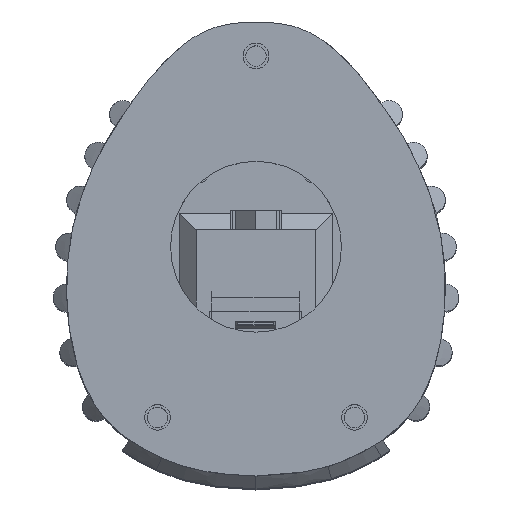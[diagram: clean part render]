
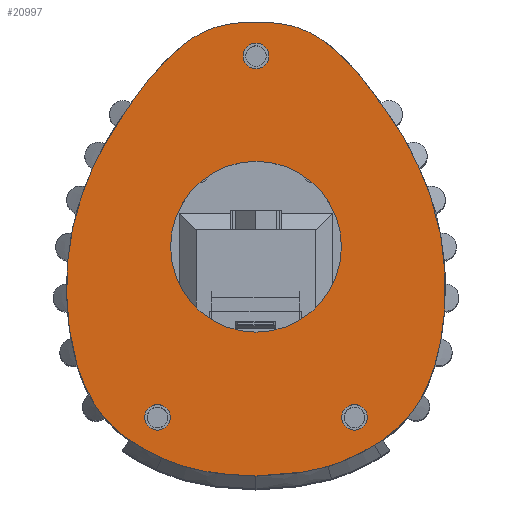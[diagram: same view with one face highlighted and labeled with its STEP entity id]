
A CAD part, top view. The second image highlights one B-rep face of the part: STEP entity #20997.
In plain terms, the highlighted planar face has unit normal (0, 0, 1).
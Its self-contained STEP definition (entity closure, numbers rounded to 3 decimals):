
#684=FACE_BOUND('',#3470,.T.);
#685=FACE_BOUND('',#3471,.T.);
#686=FACE_BOUND('',#3472,.T.);
#687=FACE_BOUND('',#3473,.T.);
#955=CIRCLE('',#21944,10.);
#957=CIRCLE('',#21947,1.5);
#959=CIRCLE('',#21950,1.5);
#961=CIRCLE('',#21953,1.5);
#964=CIRCLE('',#21957,19.041);
#2241=FACE_OUTER_BOUND('',#3469,.T.);
#3469=EDGE_LOOP('',(#19300,#19301,#19302,#19303,#19304,#19305,#19306));
#3470=EDGE_LOOP('',(#19307));
#3471=EDGE_LOOP('',(#19308));
#3472=EDGE_LOOP('',(#19309));
#3473=EDGE_LOOP('',(#19310));
#4753=B_SPLINE_CURVE_WITH_KNOTS('',3,(#46487,#46488,#46489,#46490,#46491,
#46492),.UNSPECIFIED.,.F.,.F.,(4,2,4),(-1.096,-0.531,
0.),.UNSPECIFIED.);
#4755=B_SPLINE_CURVE_WITH_KNOTS('',3,(#46538,#46539,#46540,#46541,#46542,
#46543,#46544,#46545,#46546,#46547,#46548,#46549,#46550,#46551),
 .UNSPECIFIED.,.F.,.F.,(4,2,2,2,2,2,4),(-5.267,-4.706,
-4.095,-3.251,-2.281,-1.117,
0.),.UNSPECIFIED.);
#4757=B_SPLINE_CURVE_WITH_KNOTS('',3,(#46597,#46598,#46599,#46600,#46601,
#46602,#46603,#46604,#46605,#46606,#46607,#46608,#46609,#46610),
 .UNSPECIFIED.,.F.,.F.,(4,2,2,2,2,2,4),(-4.002,-3.579,
-3.102,-2.702,-2.325,-1.57,
0.),.UNSPECIFIED.);
#4759=B_SPLINE_CURVE_WITH_KNOTS('',3,(#46632,#46633,#46634,#46635,#46636,
#46637),.UNSPECIFIED.,.F.,.F.,(4,2,4),(-1.123,-0.579,
0.),.UNSPECIFIED.);
#4761=B_SPLINE_CURVE_WITH_KNOTS('',3,(#46667,#46668,#46669,#46670,#46671,
#46672,#46673,#46674,#46675,#46676),.UNSPECIFIED.,.F.,.F.,(4,3,3,4),(-4.459,
-3.974,-1.947,0.),.UNSPECIFIED.);
#4763=B_SPLINE_CURVE_WITH_KNOTS('',3,(#46710,#46711,#46712,#46713,#46714,
#46715,#46716,#46717,#46718,#46719),.UNSPECIFIED.,.F.,.F.,(4,3,3,4),(-3.226,
-1.678,-0.779,-0.356),.UNSPECIFIED.);
#9925=VERTEX_POINT('',#46441);
#9927=VERTEX_POINT('',#46447);
#9929=VERTEX_POINT('',#46453);
#9931=VERTEX_POINT('',#46459);
#9935=VERTEX_POINT('',#46484);
#9936=VERTEX_POINT('',#46486);
#9938=VERTEX_POINT('',#46537);
#9940=VERTEX_POINT('',#46596);
#9942=VERTEX_POINT('',#46631);
#9944=VERTEX_POINT('',#46666);
#9946=VERTEX_POINT('',#46681);
#13039=EDGE_CURVE('',#9925,#9925,#955,.T.);
#13042=EDGE_CURVE('',#9927,#9927,#957,.T.);
#13045=EDGE_CURVE('',#9929,#9929,#959,.T.);
#13048=EDGE_CURVE('',#9931,#9931,#961,.T.);
#13053=EDGE_CURVE('',#9936,#9935,#4753,.T.);
#13056=EDGE_CURVE('',#9938,#9936,#4755,.T.);
#13059=EDGE_CURVE('',#9940,#9938,#4757,.T.);
#13062=EDGE_CURVE('',#9942,#9940,#4759,.T.);
#13065=EDGE_CURVE('',#9944,#9942,#4761,.T.);
#13068=EDGE_CURVE('',#9946,#9944,#964,.T.);
#13071=EDGE_CURVE('',#9935,#9946,#4763,.T.);
#19300=ORIENTED_EDGE('',*,*,#13071,.T.);
#19301=ORIENTED_EDGE('',*,*,#13068,.T.);
#19302=ORIENTED_EDGE('',*,*,#13065,.T.);
#19303=ORIENTED_EDGE('',*,*,#13062,.T.);
#19304=ORIENTED_EDGE('',*,*,#13059,.T.);
#19305=ORIENTED_EDGE('',*,*,#13056,.T.);
#19306=ORIENTED_EDGE('',*,*,#13053,.T.);
#19307=ORIENTED_EDGE('',*,*,#13048,.T.);
#19308=ORIENTED_EDGE('',*,*,#13045,.T.);
#19309=ORIENTED_EDGE('',*,*,#13042,.T.);
#19310=ORIENTED_EDGE('',*,*,#13039,.T.);
#19837=PLANE('',#21958);
#20997=ADVANCED_FACE('',(#2241,#684,#685,#686,#687),#19837,.T.);
#21944=AXIS2_PLACEMENT_3D('',#46442,#25276,#25277);
#21947=AXIS2_PLACEMENT_3D('',#46448,#25283,#25284);
#21950=AXIS2_PLACEMENT_3D('',#46454,#25290,#25291);
#21953=AXIS2_PLACEMENT_3D('',#46460,#25297,#25298);
#21957=AXIS2_PLACEMENT_3D('',#46682,#25312,#25313);
#21958=AXIS2_PLACEMENT_3D('',#46720,#25315,#25316);
#25276=DIRECTION('center_axis',(0.,0.,-1.));
#25277=DIRECTION('ref_axis',(-1.,0.,0.));
#25283=DIRECTION('center_axis',(0.,0.,-1.));
#25284=DIRECTION('ref_axis',(-1.,0.,0.));
#25290=DIRECTION('center_axis',(0.,0.,-1.));
#25291=DIRECTION('ref_axis',(-1.,0.,0.));
#25297=DIRECTION('center_axis',(0.,0.,-1.));
#25298=DIRECTION('ref_axis',(-1.,0.,0.));
#25312=DIRECTION('center_axis',(0.,0.,1.));
#25313=DIRECTION('ref_axis',(0.158,0.988,0.));
#25315=DIRECTION('center_axis',(0.,0.,1.));
#25316=DIRECTION('ref_axis',(-1.,0.,0.));
#46441=CARTESIAN_POINT('',(10.,0.,130.8));
#46442=CARTESIAN_POINT('Origin',(0.,0.,130.8));
#46447=CARTESIAN_POINT('',(1.5,22.333,130.8));
#46448=CARTESIAN_POINT('Origin',(0.,22.333,
130.8));
#46453=CARTESIAN_POINT('',(13.03,-19.971,130.8));
#46454=CARTESIAN_POINT('Origin',(11.53,-19.971,130.8));
#46459=CARTESIAN_POINT('',(-10.03,-19.971,130.8));
#46460=CARTESIAN_POINT('Origin',(-11.53,-19.971,130.8));
#46484=CARTESIAN_POINT('',(15.203,15.997,130.8));
#46486=CARTESIAN_POINT('',(20.365,6.065,130.8));
#46487=CARTESIAN_POINT('Ctrl Pts',(20.365,6.065,130.8));
#46488=CARTESIAN_POINT('Ctrl Pts',(19.76,7.898,130.8));
#46489=CARTESIAN_POINT('Ctrl Pts',(18.947,9.699,130.8));
#46490=CARTESIAN_POINT('Ctrl Pts',(17.208,12.961,130.8));
#46491=CARTESIAN_POINT('Ctrl Pts',(16.228,14.554,130.8));
#46492=CARTESIAN_POINT('Ctrl Pts',(15.203,15.997,130.8));
#46537=CARTESIAN_POINT('',(0.,-26.839,130.8));
#46538=CARTESIAN_POINT('Ctrl Pts',(0.,-26.839,
130.8));
#46539=CARTESIAN_POINT('Ctrl Pts',(3.718,-26.734,130.8));
#46540=CARTESIAN_POINT('Ctrl Pts',(6.299,-26.34,130.8));
#46541=CARTESIAN_POINT('Ctrl Pts',(10.753,-25.016,130.8));
#46542=CARTESIAN_POINT('Ctrl Pts',(12.62,-24.003,130.8));
#46543=CARTESIAN_POINT('Ctrl Pts',(15.678,-22.11,130.8));
#46544=CARTESIAN_POINT('Ctrl Pts',(16.855,-21.052,130.8));
#46545=CARTESIAN_POINT('Ctrl Pts',(18.795,-18.767,130.8));
#46546=CARTESIAN_POINT('Ctrl Pts',(19.912,-17.024,130.8));
#46547=CARTESIAN_POINT('Ctrl Pts',(21.816,-11.234,130.8));
#46548=CARTESIAN_POINT('Ctrl Pts',(22.214,-7.608,130.8));
#46549=CARTESIAN_POINT('Ctrl Pts',(22.121,-1.097,130.8));
#46550=CARTESIAN_POINT('Ctrl Pts',(21.657,2.574,130.8));
#46551=CARTESIAN_POINT('Ctrl Pts',(20.365,6.065,130.8));
#46596=CARTESIAN_POINT('',(-20.365,6.065,130.8));
#46597=CARTESIAN_POINT('Ctrl Pts',(-20.365,6.065,130.8));
#46598=CARTESIAN_POINT('Ctrl Pts',(-21.194,3.826,130.8));
#46599=CARTESIAN_POINT('Ctrl Pts',(-21.703,1.449,130.8));
#46600=CARTESIAN_POINT('Ctrl Pts',(-22.253,-3.593,130.8));
#46601=CARTESIAN_POINT('Ctrl Pts',(-22.239,-6.39,130.8));
#46602=CARTESIAN_POINT('Ctrl Pts',(-21.658,-11.269,
130.8));
#46603=CARTESIAN_POINT('Ctrl Pts',(-21.131,-13.839,
130.8));
#46604=CARTESIAN_POINT('Ctrl Pts',(-19.072,-18.497,130.8));
#46605=CARTESIAN_POINT('Ctrl Pts',(-17.884,-19.949,
130.8));
#46606=CARTESIAN_POINT('Ctrl Pts',(-14.89,-22.87,
130.8));
#46607=CARTESIAN_POINT('Ctrl Pts',(-12.396,-24.12,
130.8));
#46608=CARTESIAN_POINT('Ctrl Pts',(-8.306,-25.969,
130.8));
#46609=CARTESIAN_POINT('Ctrl Pts',(-5.231,-26.691,
130.8));
#46610=CARTESIAN_POINT('Ctrl Pts',(0.,-26.839,
130.8));
#46631=CARTESIAN_POINT('',(-15.203,15.997,130.8));
#46632=CARTESIAN_POINT('Ctrl Pts',(-15.203,15.997,130.8));
#46633=CARTESIAN_POINT('Ctrl Pts',(-16.228,14.554,130.8));
#46634=CARTESIAN_POINT('Ctrl Pts',(-17.208,12.961,130.8));
#46635=CARTESIAN_POINT('Ctrl Pts',(-18.947,9.699,130.8));
#46636=CARTESIAN_POINT('Ctrl Pts',(-19.76,7.898,130.8));
#46637=CARTESIAN_POINT('Ctrl Pts',(-20.365,6.065,130.8));
#46666=CARTESIAN_POINT('',(-3.,26.096,130.8));
#46667=CARTESIAN_POINT('Ctrl Pts',(-3.,26.096,130.8));
#46668=CARTESIAN_POINT('Ctrl Pts',(-3.478,26.018,130.8));
#46669=CARTESIAN_POINT('Ctrl Pts',(-3.869,25.929,130.8));
#46670=CARTESIAN_POINT('Ctrl Pts',(-4.183,25.847,130.8));
#46671=CARTESIAN_POINT('Ctrl Pts',(-5.496,25.506,130.8));
#46672=CARTESIAN_POINT('Ctrl Pts',(-6.687,24.957,130.8));
#46673=CARTESIAN_POINT('Ctrl Pts',(-7.889,24.118,130.8));
#46674=CARTESIAN_POINT('Ctrl Pts',(-9.043,23.312,130.8));
#46675=CARTESIAN_POINT('Ctrl Pts',(-11.525,21.344,130.8));
#46676=CARTESIAN_POINT('Ctrl Pts',(-15.203,15.997,130.8));
#46681=CARTESIAN_POINT('',(3.,26.096,130.8));
#46682=CARTESIAN_POINT('Origin',(0.,7.293,
130.8));
#46710=CARTESIAN_POINT('Ctrl Pts',(15.203,15.997,130.8));
#46711=CARTESIAN_POINT('Ctrl Pts',(13.702,18.179,130.8));
#46712=CARTESIAN_POINT('Ctrl Pts',(11.556,21.05,130.8));
#46713=CARTESIAN_POINT('Ctrl Pts',(9.207,23.086,130.8));
#46714=CARTESIAN_POINT('Ctrl Pts',(7.842,24.268,130.8));
#46715=CARTESIAN_POINT('Ctrl Pts',(6.593,25.007,130.8));
#46716=CARTESIAN_POINT('Ctrl Pts',(5.33,25.484,130.8));
#46717=CARTESIAN_POINT('Ctrl Pts',(4.735,25.708,130.8));
#46718=CARTESIAN_POINT('Ctrl Pts',(3.981,25.936,130.8));
#46719=CARTESIAN_POINT('Ctrl Pts',(3.,26.096,130.8));
#46720=CARTESIAN_POINT('Origin',(-0.022,-0.258,
130.8));
